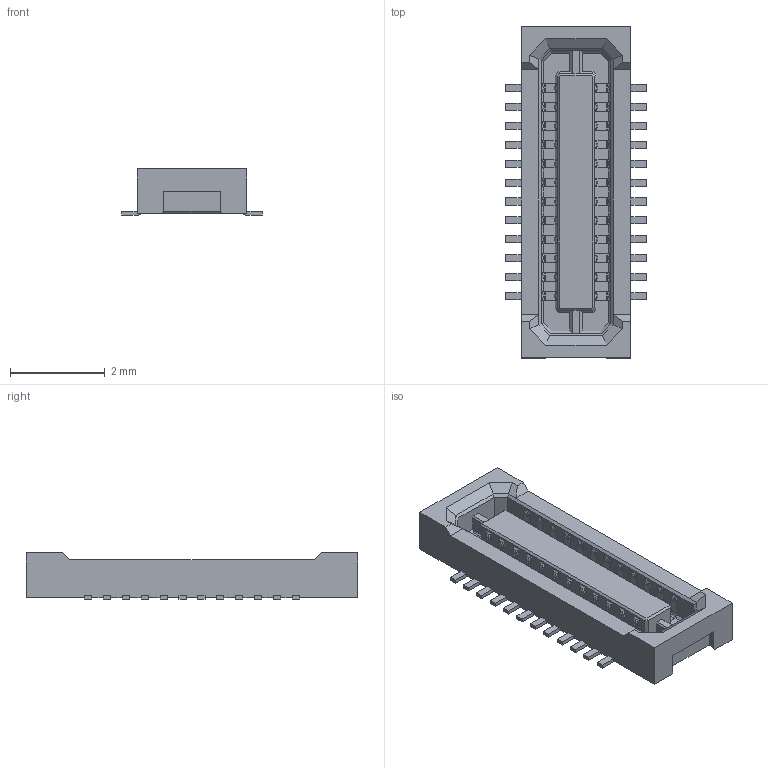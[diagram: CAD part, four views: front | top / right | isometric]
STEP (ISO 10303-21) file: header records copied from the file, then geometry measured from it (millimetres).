
FILE_DESCRIPTION(('FreeCAD Model'),'2;1');
FILE_NAME( 'HIROSE_DF37NC-24DS-0.4V.step', '2018-06-21T07:47:31',('kicad StepUp'),('ksu MCAD'), 'Open CASCADE STEP processor 6.8','FreeCAD','Unknown');
FILE_SCHEMA(('AUTOMOTIVE_DESIGN { 1 0 10303 214 1 1 1 1 }'));
Length unit declared in the file: millimetre
Products named in the file (1): DF37-24DS
Bounding box: 2.98 x 7.02 x 0.98 mm (x, y, z)
Volume: 10.4 mm3; surface area: 68.7 mm2
Topology: 1 solids, 1 shells, 1310 faces, 3436 edges, 2152 vertices
Faces by surface type: plane 890, cylinder 240, cone 96, torus 84
Entity records: 53259 total; most frequent: CARTESIAN_POINT 11807, ORIENTED_EDGE 6872, DIRECTION 6574, EDGE_CURVE 3436, LINE 2440, VECTOR 2440, VERTEX_POINT 2152, AXIS2_PLACEMENT_3D 2067
